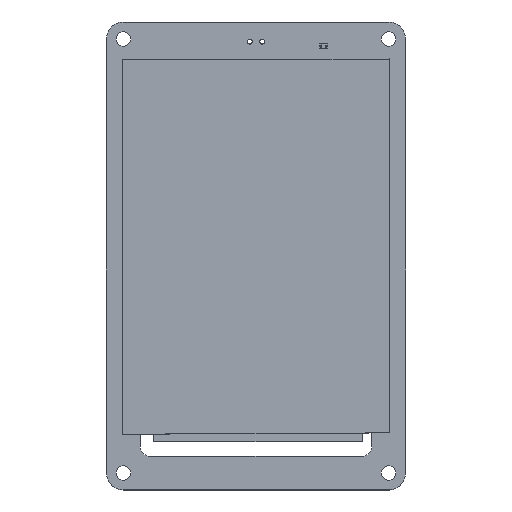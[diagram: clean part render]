
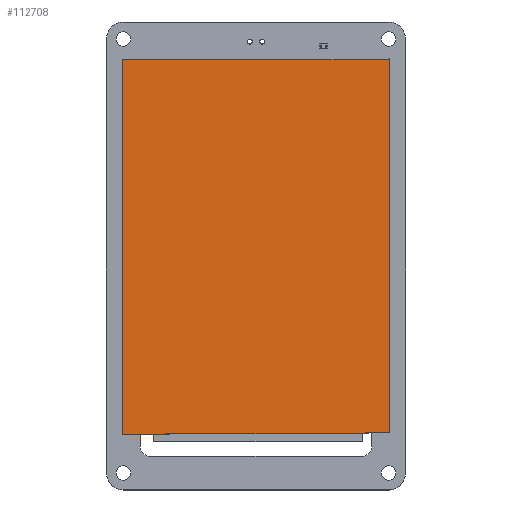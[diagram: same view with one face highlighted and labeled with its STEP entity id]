
A CAD part, top view. The second image highlights one B-rep face of the part: STEP entity #112708.
In plain terms, the highlighted planar face has unit normal (0, 0, 1).
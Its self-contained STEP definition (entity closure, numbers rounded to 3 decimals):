
#112547 = VERTEX_POINT('',#112548);
#112548 = CARTESIAN_POINT('',(27.625,-38.667,2.5));
#112554 = EDGE_CURVE('',#112547,#112555,#112557,.T.);
#112555 = VERTEX_POINT('',#112556);
#112556 = CARTESIAN_POINT('',(27.625,38.945,2.5));
#112557 = LINE('',#112558,#112559);
#112558 = CARTESIAN_POINT('',(27.625,-38.667,2.5));
#112559 = VECTOR('',#112560,1.);
#112560 = DIRECTION('',(0.,1.,0.));
#112585 = EDGE_CURVE('',#112555,#112586,#112588,.T.);
#112586 = VERTEX_POINT('',#112587);
#112587 = CARTESIAN_POINT('',(27.375,38.695,2.5));
#112588 = LINE('',#112589,#112590);
#112589 = CARTESIAN_POINT('',(27.625,38.945,2.5));
#112590 = VECTOR('',#112591,1.);
#112591 = DIRECTION('',(-0.707,-0.707,0.));
#112616 = EDGE_CURVE('',#112586,#112617,#112619,.T.);
#112617 = VERTEX_POINT('',#112618);
#112618 = CARTESIAN_POINT('',(-27.625,38.695,2.5));
#112619 = LINE('',#112620,#112621);
#112620 = CARTESIAN_POINT('',(27.375,38.695,2.5));
#112621 = VECTOR('',#112622,1.);
#112622 = DIRECTION('',(-1.,0.,0.));
#112647 = EDGE_CURVE('',#112617,#112648,#112650,.T.);
#112648 = VERTEX_POINT('',#112649);
#112649 = CARTESIAN_POINT('',(-27.625,-38.945,2.5));
#112650 = LINE('',#112651,#112652);
#112651 = CARTESIAN_POINT('',(-27.625,38.695,2.5));
#112652 = VECTOR('',#112653,1.);
#112653 = DIRECTION('',(0.,-1.,0.));
#112678 = EDGE_CURVE('',#112648,#112547,#112679,.T.);
#112679 = LINE('',#112680,#112681);
#112680 = CARTESIAN_POINT('',(-27.625,-38.945,2.5));
#112681 = VECTOR('',#112682,1.);
#112682 = DIRECTION('',(1.,0.005,0.));
#112708 = ADVANCED_FACE('',(#112709),#112716,.T.);
#112709 = FACE_BOUND('',#112710,.T.);
#112710 = EDGE_LOOP('',(#112711,#112712,#112713,#112714,#112715));
#112711 = ORIENTED_EDGE('',*,*,#112554,.T.);
#112712 = ORIENTED_EDGE('',*,*,#112585,.T.);
#112713 = ORIENTED_EDGE('',*,*,#112616,.T.);
#112714 = ORIENTED_EDGE('',*,*,#112647,.T.);
#112715 = ORIENTED_EDGE('',*,*,#112678,.T.);
#112716 = PLANE('',#112717);
#112717 = AXIS2_PLACEMENT_3D('',#112718,#112719,#112720);
#112718 = CARTESIAN_POINT('',(0.008,-0.004,
    2.5));
#112719 = DIRECTION('',(0.,0.,1.));
#112720 = DIRECTION('',(1.,0.,-0.));
